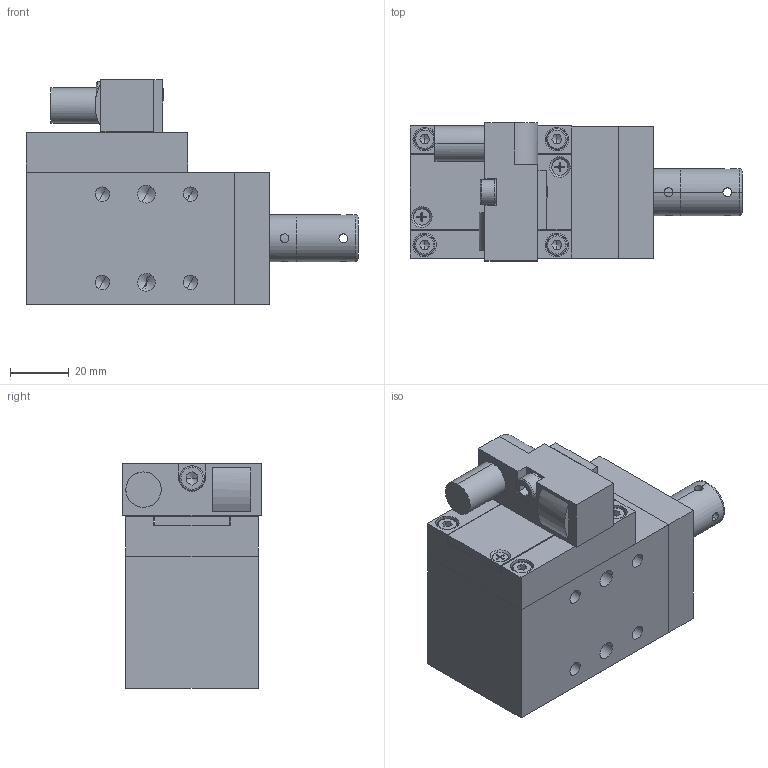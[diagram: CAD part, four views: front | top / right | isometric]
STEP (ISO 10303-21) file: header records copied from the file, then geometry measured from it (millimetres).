
FILE_DESCRIPTION(('CATIA V5 STEP Exchange'),'2;1');
FILE_NAME('SZG_30_T12_20HUB_TUENKERS.stp','2019-02-12T13:41:13+00:00',('none'),('none'),'CATIA Version 5 Release 19 SP 9 (IN-10)','CATIA V5 STEP AP214','none');
FILE_SCHEMA(('AUTOMOTIVE_DESIGN { 1 0 10303 214 1 1 1 1 }'));
Length unit declared in the file: millimetre
Products named in the file (1): SZG_30_T12_20Hub_TUENKERS
Bounding box: 113 x 47 x 76.5 mm (x, y, z)
Volume: 225933.3 mm3; surface area: 41933.1 mm2
Topology: 2 solids, 26 shells, 595 faces, 1473 edges, 923 vertices
Faces by surface type: plane 222, cylinder 189, cone 148, torus 36
Entity records: 20808 total; most frequent: CARTESIAN_POINT 5211, ORIENTED_EDGE 2784, DIRECTION 1555, EDGE_CURVE 1392, VERTEX_POINT 906, AXIS2_PLACEMENT_3D 771, EDGE_LOOP 692, B_SPLINE_CURVE_WITH_KNOTS 600
